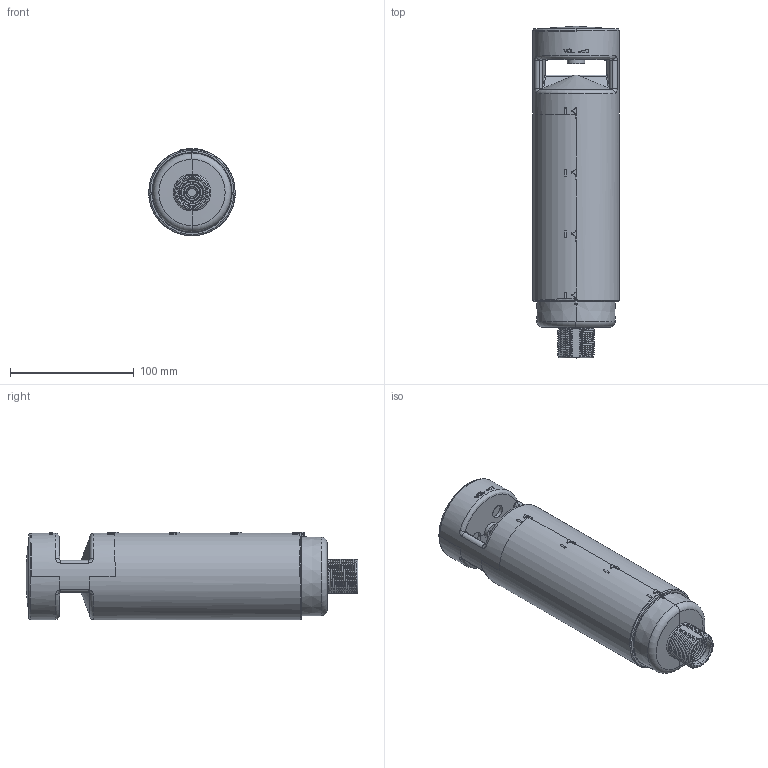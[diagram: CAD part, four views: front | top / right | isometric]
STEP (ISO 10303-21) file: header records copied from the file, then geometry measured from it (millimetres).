
FILE_DESCRIPTION((''),'2;1');
FILE_NAME('199844_SM01_ASM','2022-06-14T13:57:35',('PDMAdmin'),('BANNER ENGINEERING'),'CREO PARAMETRIC BY PTC INC, 2019292','CREO PARAMETRIC BY PTC INC, 2019292','');
FILE_SCHEMA(('CONFIG_CONTROL_DESIGN'));
Length unit declared in the file: millimetre
Products named in the file (2): 199844_EP01; 199844_SM01_ASM
Assembly tree (1 placements, depth 2):
  199844_SM01_ASM
    199844_EP01
Bounding box: 70 x 268.61 x 70.75 mm (x, y, z)
Volume: 855047.3 mm3; surface area: 70346.4 mm2
Topology: 1 solids, 1 shells, 482 faces, 1265 edges, 799 vertices
Faces by surface type: bspline 158, cylinder 141, plane 90, torus 32, cone 31, extrusion 22, sphere 8
Entity records: 27707 total; most frequent: CARTESIAN_POINT 17386, ORIENTED_EDGE 2526, DIRECTION 1551, EDGE_CURVE 1263, VERTEX_POINT 799, B_SPLINE_CURVE_WITH_KNOTS 652, AXIS2_PLACEMENT_3D 591, EDGE_LOOP 500
